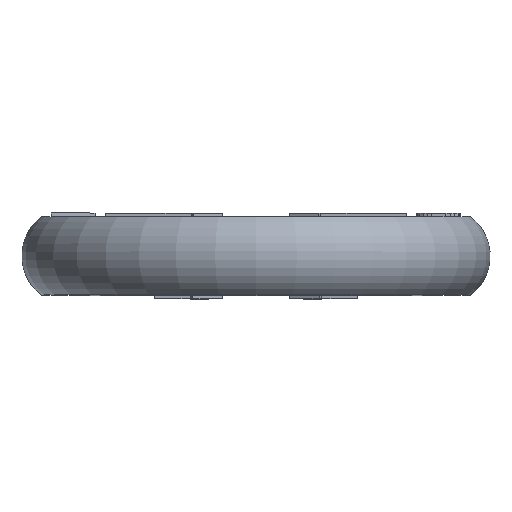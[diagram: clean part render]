
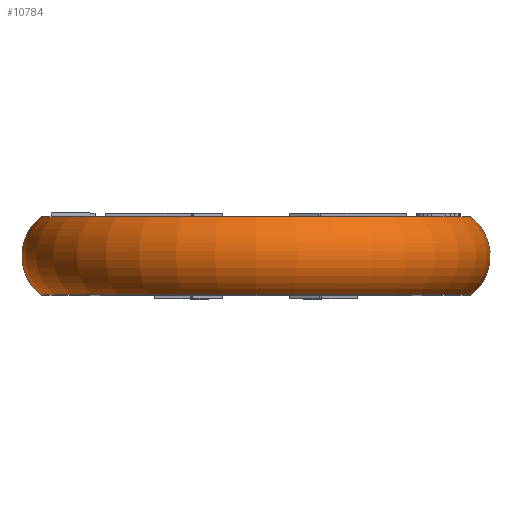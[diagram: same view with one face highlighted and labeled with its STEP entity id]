
A CAD part, top view. The second image highlights one B-rep face of the part: STEP entity #10784.
In plain terms, the highlighted toroidal (fillet/blend) face has major radius 19 mm and minor radius 5 mm.
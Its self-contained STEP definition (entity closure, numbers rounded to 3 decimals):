
#6=CARTESIAN_POINT('',(0.,4.,31.));
#7=DIRECTION('',(0.,1.,0.));
#8=DIRECTION('',(-1.,0.,0.));
#9=AXIS2_PLACEMENT_3D('',#6,#7,#8);
#1803=CARTESIAN_POINT('',(19.,0.,31.));
#1804=DIRECTION('',(0.,0.,1.));
#1805=DIRECTION('',(0.6,-0.8,0.));
#1806=AXIS2_PLACEMENT_3D('',#1803,#1804,#1805);
#1818=CARTESIAN_POINT('',(-19.,0.,31.));
#1819=DIRECTION('',(0.,0.,1.));
#1820=DIRECTION('',(-0.6,0.8,0.));
#1821=AXIS2_PLACEMENT_3D('',#1818,#1819,#1820);
#1827=CARTESIAN_POINT('',(0.,-4.,31.));
#1828=DIRECTION('',(0.,-1.,0.));
#1829=DIRECTION('',(1.,0.,0.));
#1830=AXIS2_PLACEMENT_3D('',#1827,#1828,#1829);
#8523=CARTESIAN_POINT('',(22.,-4.,31.));
#8524=VERTEX_POINT('',#8523);
#8525=CARTESIAN_POINT('',(22.,4.,31.));
#8526=VERTEX_POINT('',#8525);
#8531=CARTESIAN_POINT('',(-22.,4.,31.));
#8532=CARTESIAN_POINT('',(-22.,-4.,31.));
#8533=VERTEX_POINT('',#8531);
#8534=VERTEX_POINT('',#8532);
#10772=CARTESIAN_POINT('',(0.,0.,31.));
#10773=DIRECTION('',(0.,1.,0.));
#10774=DIRECTION('',(1.,0.,0.));
#10775=AXIS2_PLACEMENT_3D('',#10772,#10773,#10774);
#10776=TOROIDAL_SURFACE('',#10775,19.,5.);
#10777=ORIENTED_EDGE('',*,*,#10738,.F.);
#10779=ORIENTED_EDGE('',*,*,#10778,.T.);
#10780=ORIENTED_EDGE('',*,*,#10763,.F.);
#10781=ORIENTED_EDGE('',*,*,#9798,.T.);
#10782=EDGE_LOOP('',(#10777,#10779,#10780,#10781));
#10783=FACE_OUTER_BOUND('',#10782,.F.);
#10784=ADVANCED_FACE('',(#10783),#10776,.T.);
#10=CIRCLE('',#9,22.);
#1807=CIRCLE('',#1806,5.);
#1822=CIRCLE('',#1821,5.);
#1831=CIRCLE('',#1830,22.);
#9798=EDGE_CURVE('',#8533,#8526,#10,.T.);
#10738=EDGE_CURVE('',#8524,#8526,#1807,.T.);
#10763=EDGE_CURVE('',#8533,#8534,#1822,.T.);
#10778=EDGE_CURVE('',#8524,#8534,#1831,.T.);
